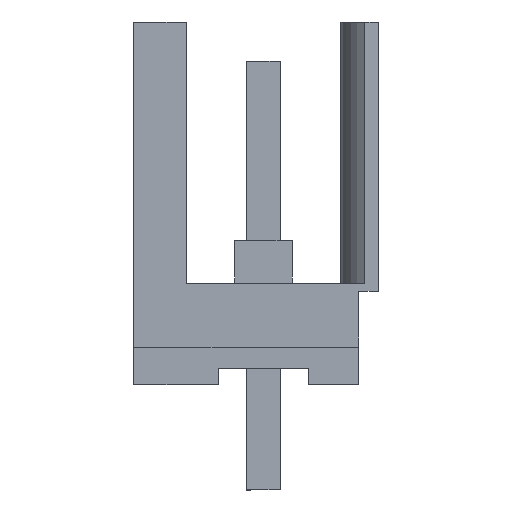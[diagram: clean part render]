
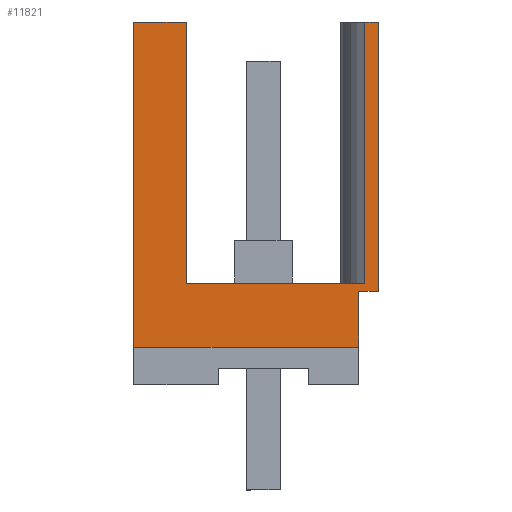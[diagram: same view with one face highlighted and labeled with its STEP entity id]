
A CAD part, left-side view. The second image highlights one B-rep face of the part: STEP entity #11821.
In plain terms, the highlighted planar face has unit normal (-1, 0, 0).
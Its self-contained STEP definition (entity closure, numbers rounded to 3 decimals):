
#11760=AXIS2_PLACEMENT_3D('Plane Axis2P3D',#11757,#11758,#11759) ;
#1993=CARTESIAN_POINT('Vertex',(0.,7.45,4.35)) ;
#1996=CARTESIAN_POINT('Line Origine',(0.,7.45,9.3)) ;
#2000=CARTESIAN_POINT('Vertex',(0.,7.45,14.25)) ;
#2546=CARTESIAN_POINT('Vertex',(0.,0.6,6.05)) ;
#2549=CARTESIAN_POINT('Line Origine',(0.,0.6,5.2)) ;
#2553=CARTESIAN_POINT('Vertex',(0.,0.6,4.35)) ;
#4160=CARTESIAN_POINT('Line Origine',(0.,4.025,4.35)) ;
#11757=CARTESIAN_POINT('Axis2P3D Location',(0.,0.8,6.3)) ;
#11762=CARTESIAN_POINT('Line Origine',(0.,0.3,6.05)) ;
#11766=CARTESIAN_POINT('Vertex',(0.,0.,6.05)) ;
#11769=CARTESIAN_POINT('Line Origine',(0.,0.,10.15)) ;
#11773=CARTESIAN_POINT('Vertex',(0.,0.,14.25)) ;
#11776=CARTESIAN_POINT('Line Origine',(0.,0.206,14.25)) ;
#11780=CARTESIAN_POINT('Vertex',(0.,0.411,14.25)) ;
#11783=CARTESIAN_POINT('Line Origine',(0.,0.411,10.275)) ;
#11787=CARTESIAN_POINT('Vertex',(0.,0.411,6.3)) ;
#11790=CARTESIAN_POINT('Line Origine',(0.,3.131,6.3)) ;
#11794=CARTESIAN_POINT('Vertex',(0.,5.85,6.3)) ;
#11797=CARTESIAN_POINT('Line Origine',(0.,5.85,10.275)) ;
#11801=CARTESIAN_POINT('Vertex',(0.,5.85,14.25)) ;
#11804=CARTESIAN_POINT('Line Origine',(0.,6.65,14.25)) ;
#1997=DIRECTION('Vector Direction',(0.,0.,-1.)) ;
#2550=DIRECTION('Vector Direction',(0.,0.,1.)) ;
#4161=DIRECTION('Vector Direction',(0.,1.,0.)) ;
#11758=DIRECTION('Axis2P3D Direction',(-1.,0.,0.)) ;
#11759=DIRECTION('Axis2P3D XDirection',(0.,-1.,0.)) ;
#11763=DIRECTION('Vector Direction',(0.,-1.,0.)) ;
#11770=DIRECTION('Vector Direction',(0.,0.,-1.)) ;
#11777=DIRECTION('Vector Direction',(0.,-1.,0.)) ;
#11784=DIRECTION('Vector Direction',(0.,0.,1.)) ;
#11791=DIRECTION('Vector Direction',(0.,-1.,0.)) ;
#11798=DIRECTION('Vector Direction',(0.,0.,1.)) ;
#11805=DIRECTION('Vector Direction',(0.,-1.,0.)) ;
#1998=VECTOR('Line Direction',#1997,1.) ;
#2551=VECTOR('Line Direction',#2550,1.) ;
#4162=VECTOR('Line Direction',#4161,1.) ;
#11764=VECTOR('Line Direction',#11763,1.) ;
#11771=VECTOR('Line Direction',#11770,1.) ;
#11778=VECTOR('Line Direction',#11777,1.) ;
#11785=VECTOR('Line Direction',#11784,1.) ;
#11792=VECTOR('Line Direction',#11791,1.) ;
#11799=VECTOR('Line Direction',#11798,1.) ;
#11806=VECTOR('Line Direction',#11805,1.) ;
#11810=ORIENTED_EDGE('',*,*,#2555,.T.) ;
#11811=ORIENTED_EDGE('',*,*,#11768,.T.) ;
#11812=ORIENTED_EDGE('',*,*,#11775,.F.) ;
#11813=ORIENTED_EDGE('',*,*,#11782,.F.) ;
#11814=ORIENTED_EDGE('',*,*,#11789,.F.) ;
#11815=ORIENTED_EDGE('',*,*,#11796,.F.) ;
#11816=ORIENTED_EDGE('',*,*,#11803,.T.) ;
#11817=ORIENTED_EDGE('',*,*,#11808,.F.) ;
#11818=ORIENTED_EDGE('',*,*,#2002,.T.) ;
#11819=ORIENTED_EDGE('',*,*,#4164,.F.) ;
#11821=ADVANCED_FACE('HOUSING',(#11820),#11761,.T.) ;
#2002=EDGE_CURVE('',#2001,#1994,#1999,.T.) ;
#2555=EDGE_CURVE('',#2554,#2547,#2552,.T.) ;
#4164=EDGE_CURVE('',#2554,#1994,#4163,.T.) ;
#11768=EDGE_CURVE('',#2547,#11767,#11765,.T.) ;
#11775=EDGE_CURVE('',#11774,#11767,#11772,.T.) ;
#11782=EDGE_CURVE('',#11781,#11774,#11779,.T.) ;
#11789=EDGE_CURVE('',#11788,#11781,#11786,.T.) ;
#11796=EDGE_CURVE('',#11795,#11788,#11793,.T.) ;
#11803=EDGE_CURVE('',#11795,#11802,#11800,.T.) ;
#11808=EDGE_CURVE('',#2001,#11802,#11807,.T.) ;
#11809=EDGE_LOOP('',(#11810,#11811,#11812,#11813,#11814,#11815,#11816,#11817,#11818,#11819)) ;
#11820=FACE_OUTER_BOUND('',#11809,.T.) ;
#1999=LINE('Line',#1996,#1998) ;
#2552=LINE('Line',#2549,#2551) ;
#4163=LINE('Line',#4160,#4162) ;
#11765=LINE('Line',#11762,#11764) ;
#11772=LINE('Line',#11769,#11771) ;
#11779=LINE('Line',#11776,#11778) ;
#11786=LINE('Line',#11783,#11785) ;
#11793=LINE('Line',#11790,#11792) ;
#11800=LINE('Line',#11797,#11799) ;
#11807=LINE('Line',#11804,#11806) ;
#11761=PLANE('',#11760) ;
#1994=VERTEX_POINT('',#1993) ;
#2001=VERTEX_POINT('',#2000) ;
#2547=VERTEX_POINT('',#2546) ;
#2554=VERTEX_POINT('',#2553) ;
#11767=VERTEX_POINT('',#11766) ;
#11774=VERTEX_POINT('',#11773) ;
#11781=VERTEX_POINT('',#11780) ;
#11788=VERTEX_POINT('',#11787) ;
#11795=VERTEX_POINT('',#11794) ;
#11802=VERTEX_POINT('',#11801) ;
